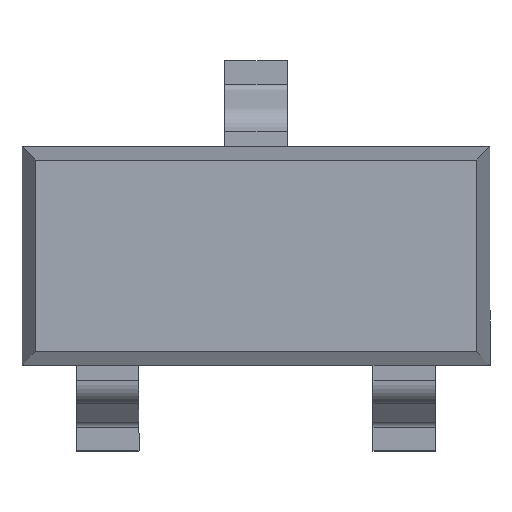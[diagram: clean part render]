
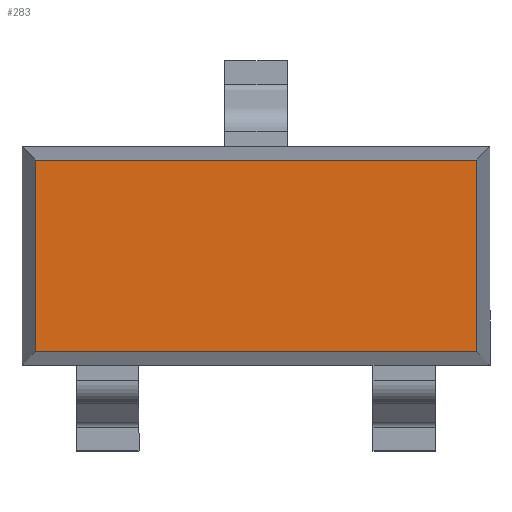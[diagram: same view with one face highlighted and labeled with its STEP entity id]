
A CAD part, top view. The second image highlights one B-rep face of the part: STEP entity #283.
In plain terms, the highlighted planar face has unit normal (0, 0, 1).
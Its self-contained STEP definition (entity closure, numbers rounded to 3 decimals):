
#237 = EDGE_LOOP ( 'NONE', ( #270, #282, #306, #284 ) ) ;
#270 = ORIENTED_EDGE ( 'NONE', *, *, #277, .T. ) ;
#272 = VERTEX_POINT ( 'NONE', #1038 ) ;
#273 = VERTEX_POINT ( 'NONE', #1008 ) ;
#277 = EDGE_CURVE ( 'NONE', #285, #286, #867, .T. ) ;
#282 = ORIENTED_EDGE ( 'NONE', *, *, #363, .T. ) ;
#283 = ADVANCED_FACE ( 'NONE', ( #1009 ), #957, .T. ) ;
#284 = ORIENTED_EDGE ( 'NONE', *, *, #387, .T. ) ;
#285 = VERTEX_POINT ( 'NONE', #1021 ) ;
#286 = VERTEX_POINT ( 'NONE', #958 ) ;
#298 = EDGE_CURVE ( 'NONE', #272, #273, #887, .T. ) ;
#306 = ORIENTED_EDGE ( 'NONE', *, *, #298, .T. ) ;
#363 = EDGE_CURVE ( 'NONE', #286, #272, #1099, .T. ) ;
#387 = EDGE_CURVE ( 'NONE', #273, #285, #1175, .T. ) ;
#864 = DIRECTION ( 'NONE',  ( -1., 0., 0. ) ) ;
#865 = VECTOR ( 'NONE', #864, 1000. ) ;
#866 = CARTESIAN_POINT ( 'NONE',  ( -1.5, 0.614, 0.55 ) ) ;
#867 = LINE ( 'NONE', #866, #865 ) ;
#884 = DIRECTION ( 'NONE',  ( 1., 0., 0. ) ) ;
#885 = VECTOR ( 'NONE', #884, 1000. ) ;
#886 = CARTESIAN_POINT ( 'NONE',  ( -1.5, -0.614, 0.55 ) ) ;
#887 = LINE ( 'NONE', #886, #885 ) ;
#957 = PLANE ( 'NONE',  #991 ) ;
#958 = CARTESIAN_POINT ( 'NONE',  ( -1.414, 0.614, 0.55 ) ) ;
#991 = AXIS2_PLACEMENT_3D ( 'NONE', #992, #1016, #1015 ) ;
#992 = CARTESIAN_POINT ( 'NONE',  ( -1.5, -0.7, 0.55 ) ) ;
#1008 = CARTESIAN_POINT ( 'NONE',  ( 1.414, -0.614, 0.55 ) ) ;
#1009 = FACE_OUTER_BOUND ( 'NONE', #237, .T. ) ;
#1015 = DIRECTION ( 'NONE',  ( 1., 0., 0. ) ) ;
#1016 = DIRECTION ( 'NONE',  ( 0., 0., 1. ) ) ;
#1021 = CARTESIAN_POINT ( 'NONE',  ( 1.414, 0.614, 0.55 ) ) ;
#1038 = CARTESIAN_POINT ( 'NONE',  ( -1.414, -0.614, 0.55 ) ) ;
#1097 = VECTOR ( 'NONE', #1177, 1000. ) ;
#1098 = CARTESIAN_POINT ( 'NONE',  ( -1.414, -0.7, 0.55 ) ) ;
#1099 = LINE ( 'NONE', #1098, #1097 ) ;
#1170 = DIRECTION ( 'NONE',  ( 0., 1., 0. ) ) ;
#1171 = VECTOR ( 'NONE', #1170, 1000. ) ;
#1172 = CARTESIAN_POINT ( 'NONE',  ( 1.414, -0.7, 0.55 ) ) ;
#1175 = LINE ( 'NONE', #1172, #1171 ) ;
#1177 = DIRECTION ( 'NONE',  ( 0., -1., 0. ) ) ;
